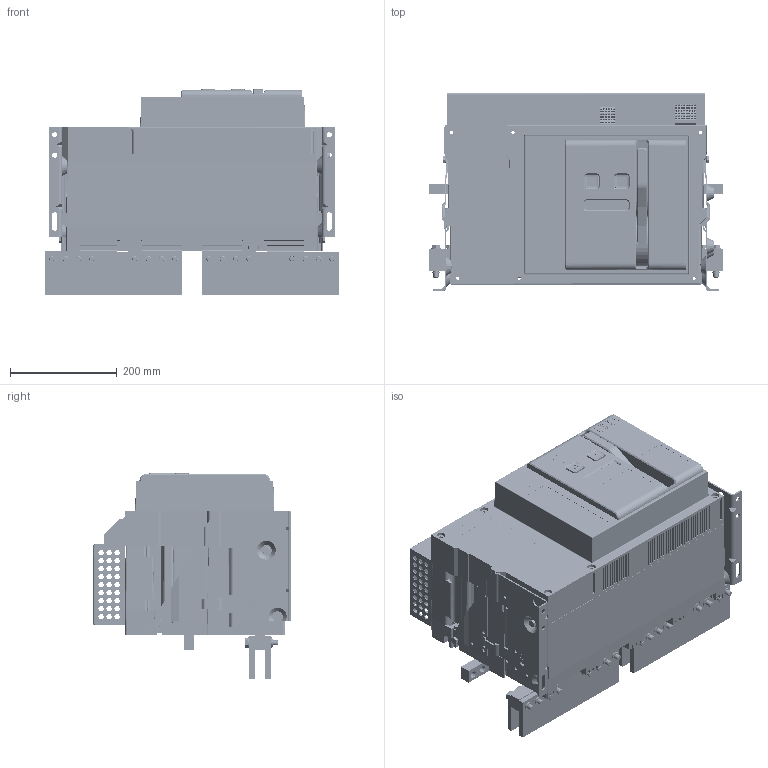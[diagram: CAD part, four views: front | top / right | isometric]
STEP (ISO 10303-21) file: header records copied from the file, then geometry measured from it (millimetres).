
FILE_DESCRIPTION((''),'2;1');
FILE_NAME('CDWNEGZ-4000_4P_3200-_SW0001','2024-09-09T',('zhongyao.huang'),(''),'PRO/ENGINEER BY PARAMETRIC TECHNOLOGY CORPORATION, 2015440','PRO/ENGINEER BY PARAMETRIC TECHNOLOGY CORPORATION, 2015440','');
FILE_SCHEMA(('CONFIG_CONTROL_DESIGN'));
Products named in the file (1): CDWNEGZ-4000_4P_3200-_SW0001
Bounding box: 550.1 x 370.92 x 385.5 mm (x, y, z)
Volume: 29166623.1 mm3; surface area: 2915288.6 mm2
Topology: 15 solids, 22 shells, 11898 faces, 33330 edges, 21654 vertices
Faces by surface type: plane 7819, cylinder 3047, cone 781, torus 124, bspline 89, sphere 20, extrusion 18
Entity records: 402871 total; most frequent: CARTESIAN_POINT 91686, ORIENTED_EDGE 66624, DIRECTION 62848, EDGE_CURVE 33312, VECTOR 23716, LINE 23698, VERTEX_POINT 21656, AXIS2_PLACEMENT_3D 19566
